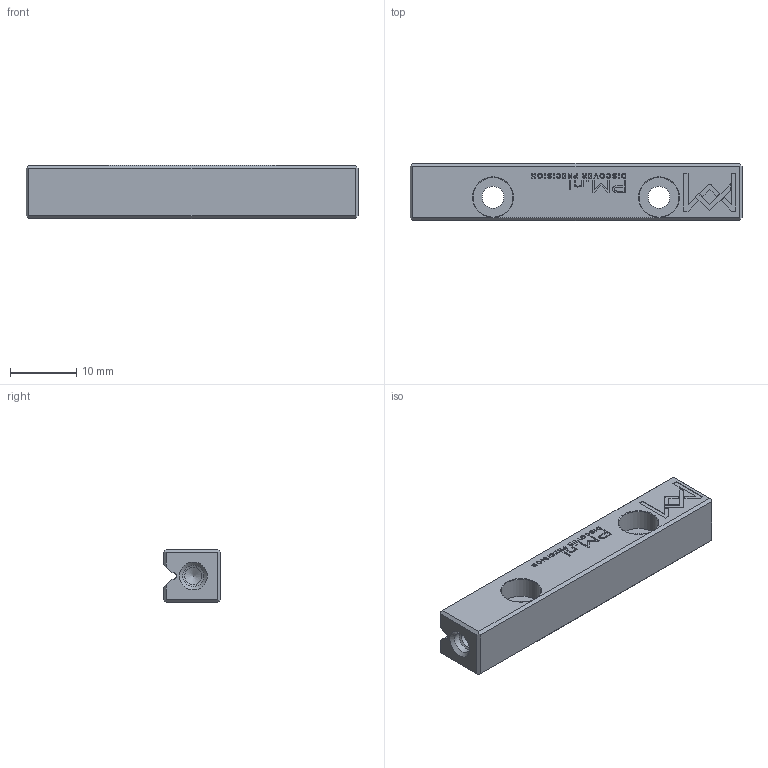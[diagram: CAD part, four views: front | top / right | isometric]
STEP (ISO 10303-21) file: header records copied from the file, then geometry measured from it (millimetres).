
FILE_DESCRIPTION(/* description */ (''),/* implementation_level */ '2;1');
FILE_NAME(/* name */ 'Rail RSDE-3050.stp',/* time_stamp */ '2024-11-11T14:08:02+01:00',/* author */ (''),/* organization */ (''),/* preprocessor_version */ 'ST-DEVELOPER v16.7',/* originating_system */ 'SIEMENS PLM Software NX 12.0',/* authorisation */ '');
FILE_SCHEMA (('AUTOMOTIVE_DESIGN { 1 0 10303 214 3 1 1 1 }'));
Length unit declared in the file: millimetre
Products named in the file (1): Rail RSDE-3050_step_stp
Bounding box: 50 x 8.6 x 8 mm (x, y, z)
Volume: 2883 mm3; surface area: 2150.2 mm2
Topology: 1 solids, 1 shells, 335 faces, 896 edges, 596 vertices
Faces by surface type: plane 226, bspline 90, cone 10, cylinder 9
Full cylindrical faces by diameter (mm): 2.6 x2, 3.2 x2, 3.3 x2, 6 x2
Entity records: 12654 total; most frequent: CARTESIAN_POINT 3026, ORIENTED_EDGE 1728, DIRECTION 1200, EDGE_CURVE 864, LINE 660, VECTOR 660, VERTEX_POINT 584, EDGE_LOOP 390
